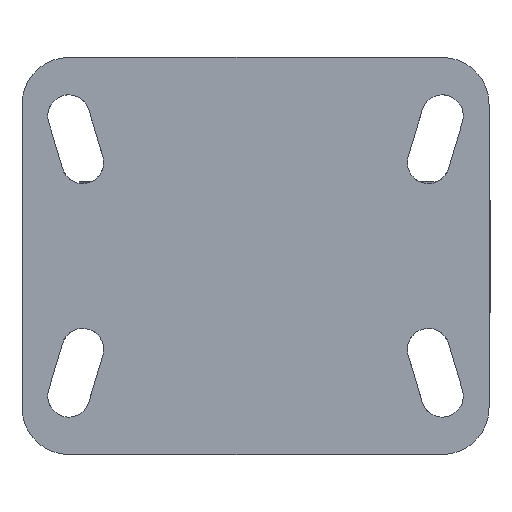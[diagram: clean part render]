
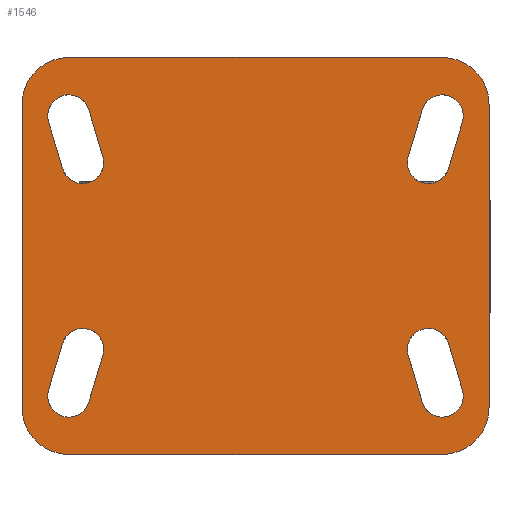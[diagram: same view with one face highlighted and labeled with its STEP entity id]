
A CAD part, top view. The second image highlights one B-rep face of the part: STEP entity #1546.
In plain terms, the highlighted planar face has unit normal (0, 0, 1).
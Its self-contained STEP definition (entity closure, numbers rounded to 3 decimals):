
#849=CARTESIAN_POINT('',(-82.69,-21.293,0.));
#850=VERTEX_POINT('',#849);
#857=CARTESIAN_POINT('',(-91.31,-18.707,0.));
#858=VERTEX_POINT('',#857);
#859=CARTESIAN_POINT('',(-87.,-20.,0.));
#860=DIRECTION('',(0.,0.,1.));
#861=DIRECTION('',(-0.958,0.287,0.));
#862=AXIS2_PLACEMENT_3D('',#859,#860,#861);
#863=CIRCLE('',#862,4.5);
#864=EDGE_CURVE('',#850,#858,#863,.T.);
#892=CARTESIAN_POINT('',(-94.31,-28.707,0.));
#893=VERTEX_POINT('',#892);
#894=CARTESIAN_POINT('',(-91.31,-18.707,0.));
#895=DIRECTION('',(-0.287,-0.958,0.));
#896=VECTOR('',#895,10.44);
#897=LINE('',#894,#896);
#898=EDGE_CURVE('',#858,#893,#897,.T.);
#923=CARTESIAN_POINT('',(-85.69,-31.293,0.));
#924=VERTEX_POINT('',#923);
#925=CARTESIAN_POINT('',(-90.,-30.,0.));
#926=DIRECTION('',(0.,0.,1.));
#927=DIRECTION('',(0.958,-0.287,0.));
#928=AXIS2_PLACEMENT_3D('',#925,#926,#927);
#929=CIRCLE('',#928,4.5);
#930=EDGE_CURVE('',#893,#924,#929,.T.);
#956=CARTESIAN_POINT('',(-82.69,-21.293,0.));
#957=DIRECTION('',(-0.287,-0.958,0.));
#958=VECTOR('',#957,10.44);
#959=LINE('',#956,#958);
#960=EDGE_CURVE('',#850,#924,#959,.T.);
#973=CARTESIAN_POINT('',(-91.31,18.707,0.));
#974=VERTEX_POINT('',#973);
#981=CARTESIAN_POINT('',(-82.69,21.293,0.));
#982=VERTEX_POINT('',#981);
#983=CARTESIAN_POINT('',(-87.,20.,0.));
#984=DIRECTION('',(0.0,0.,1.0));
#985=DIRECTION('',(0.958,0.287,0.));
#986=AXIS2_PLACEMENT_3D('',#983,#984,#985);
#987=CIRCLE('',#986,4.5);
#988=EDGE_CURVE('',#974,#982,#987,.T.);
#1014=CARTESIAN_POINT('',(-85.69,31.293,0.));
#1015=VERTEX_POINT('',#1014);
#1016=CARTESIAN_POINT('',(-82.69,21.293,0.));
#1017=DIRECTION('',(-0.287,0.958,0.));
#1018=VECTOR('',#1017,10.44);
#1019=LINE('',#1016,#1018);
#1020=EDGE_CURVE('',#982,#1015,#1019,.T.);
#1038=CARTESIAN_POINT('',(-94.31,28.707,0.));
#1039=VERTEX_POINT('',#1038);
#1040=CARTESIAN_POINT('',(-90.,30.,0.));
#1041=DIRECTION('',(0.0,0.,1.0));
#1042=DIRECTION('',(-0.958,-0.287,0.));
#1043=AXIS2_PLACEMENT_3D('',#1040,#1041,#1042);
#1044=CIRCLE('',#1043,4.5);
#1045=EDGE_CURVE('',#1015,#1039,#1044,.T.);
#1078=CARTESIAN_POINT('',(-91.31,18.707,0.));
#1079=DIRECTION('',(-0.287,0.958,0.));
#1080=VECTOR('',#1079,10.44);
#1081=LINE('',#1078,#1080);
#1082=EDGE_CURVE('',#974,#1039,#1081,.T.);
#1111=CARTESIAN_POINT('',(-17.31,21.293,0.));
#1112=VERTEX_POINT('',#1111);
#1119=CARTESIAN_POINT('',(-8.69,18.707,0.));
#1120=VERTEX_POINT('',#1119);
#1121=CARTESIAN_POINT('',(-13.,20.,0.));
#1122=DIRECTION('',(0.0,0.,1.));
#1123=DIRECTION('',(0.958,-0.287,0.));
#1124=AXIS2_PLACEMENT_3D('',#1121,#1122,#1123);
#1125=CIRCLE('',#1124,4.5);
#1126=EDGE_CURVE('',#1112,#1120,#1125,.T.);
#1154=CARTESIAN_POINT('',(-5.69,28.707,0.));
#1155=VERTEX_POINT('',#1154);
#1156=CARTESIAN_POINT('',(-8.69,18.707,0.));
#1157=DIRECTION('',(0.287,0.958,0.));
#1158=VECTOR('',#1157,10.44);
#1159=LINE('',#1156,#1158);
#1160=EDGE_CURVE('',#1120,#1155,#1159,.T.);
#1185=CARTESIAN_POINT('',(-14.31,31.293,0.));
#1186=VERTEX_POINT('',#1185);
#1187=CARTESIAN_POINT('',(-10.,30.,0.));
#1188=DIRECTION('',(0.,0.,1.));
#1189=DIRECTION('',(-0.958,0.287,0.));
#1190=AXIS2_PLACEMENT_3D('',#1187,#1188,#1189);
#1191=CIRCLE('',#1190,4.5);
#1192=EDGE_CURVE('',#1155,#1186,#1191,.T.);
#1218=CARTESIAN_POINT('',(-17.31,21.293,0.));
#1219=DIRECTION('',(0.287,0.958,0.));
#1220=VECTOR('',#1219,10.44);
#1221=LINE('',#1218,#1220);
#1222=EDGE_CURVE('',#1112,#1186,#1221,.T.);
#1235=CARTESIAN_POINT('',(-8.69,-18.707,0.));
#1236=VERTEX_POINT('',#1235);
#1243=CARTESIAN_POINT('',(-17.31,-21.293,0.));
#1244=VERTEX_POINT('',#1243);
#1245=CARTESIAN_POINT('',(-13.,-20.,0.));
#1246=DIRECTION('',(0.,0.,1.));
#1247=DIRECTION('',(-0.958,-0.287,0.));
#1248=AXIS2_PLACEMENT_3D('',#1245,#1246,#1247);
#1249=CIRCLE('',#1248,4.5);
#1250=EDGE_CURVE('',#1236,#1244,#1249,.T.);
#1276=CARTESIAN_POINT('',(-14.31,-31.293,0.));
#1277=VERTEX_POINT('',#1276);
#1278=CARTESIAN_POINT('',(-17.31,-21.293,0.));
#1279=DIRECTION('',(0.287,-0.958,0.));
#1280=VECTOR('',#1279,10.44);
#1281=LINE('',#1278,#1280);
#1282=EDGE_CURVE('',#1244,#1277,#1281,.T.);
#1300=CARTESIAN_POINT('',(-5.69,-28.707,0.));
#1301=VERTEX_POINT('',#1300);
#1302=CARTESIAN_POINT('',(-10.,-30.,0.));
#1303=DIRECTION('',(0.,0.,1.0));
#1304=DIRECTION('',(0.958,0.287,0.));
#1305=AXIS2_PLACEMENT_3D('',#1302,#1303,#1304);
#1306=CIRCLE('',#1305,4.5);
#1307=EDGE_CURVE('',#1277,#1301,#1306,.T.);
#1340=CARTESIAN_POINT('',(-8.69,-18.707,0.));
#1341=DIRECTION('',(0.287,-0.958,0.));
#1342=VECTOR('',#1341,10.44);
#1343=LINE('',#1340,#1342);
#1344=EDGE_CURVE('',#1236,#1301,#1343,.T.);
#1430=CARTESIAN_POINT('',(-100.,32.5,0.));
#1431=VERTEX_POINT('',#1430);
#1432=CARTESIAN_POINT('',(-90.,42.5,0.));
#1433=VERTEX_POINT('',#1432);
#1434=CARTESIAN_POINT('',(-90.,32.5,0.));
#1435=DIRECTION('',(0.0,0.,-1.0));
#1436=DIRECTION('',(-1.0,0.0,0.0));
#1437=AXIS2_PLACEMENT_3D('',#1434,#1435,#1436);
#1438=CIRCLE('',#1437,10.0);
#1439=EDGE_CURVE('',#1431,#1433,#1438,.T.);
#1457=CARTESIAN_POINT('',(0.0,42.5,0.));
#1458=DIRECTION('',(0.0,0.0,1.0));
#1459=DIRECTION('',(-1.0,0.0,0.0));
#1460=AXIS2_PLACEMENT_3D('',#1457,#1458,#1459);
#1461=PLANE('',#1460);
#1462=CARTESIAN_POINT('',(-10.0,42.5,0.));
#1463=VERTEX_POINT('',#1462);
#1464=CARTESIAN_POINT('',(-10.0,42.5,0.));
#1465=DIRECTION('',(-1.0,0.0,0.0));
#1466=VECTOR('',#1465,80.);
#1467=LINE('',#1464,#1466);
#1468=EDGE_CURVE('',#1463,#1433,#1467,.T.);
#1469=ORIENTED_EDGE('',*,*,#1468,.T.);
#1470=ORIENTED_EDGE('',*,*,#1439,.F.);
#1471=CARTESIAN_POINT('',(-100.,-32.5,0.));
#1472=VERTEX_POINT('',#1471);
#1473=CARTESIAN_POINT('',(-100.,32.5,0.));
#1474=DIRECTION('',(0.0,-1.0,0.0));
#1475=VECTOR('',#1474,65.);
#1476=LINE('',#1473,#1475);
#1477=EDGE_CURVE('',#1431,#1472,#1476,.T.);
#1478=ORIENTED_EDGE('',*,*,#1477,.T.);
#1479=CARTESIAN_POINT('',(-90.,-42.5,0.));
#1480=VERTEX_POINT('',#1479);
#1481=CARTESIAN_POINT('',(-90.,-32.5,0.));
#1482=DIRECTION('',(0.0,0.,1.0));
#1483=DIRECTION('',(-1.0,0.0,0.0));
#1484=AXIS2_PLACEMENT_3D('',#1481,#1482,#1483);
#1485=CIRCLE('',#1484,10.0);
#1486=EDGE_CURVE('',#1472,#1480,#1485,.T.);
#1487=ORIENTED_EDGE('',*,*,#1486,.T.);
#1488=CARTESIAN_POINT('',(-10.0,-42.5,0.));
#1489=VERTEX_POINT('',#1488);
#1490=CARTESIAN_POINT('',(-10.0,-42.5,0.));
#1491=DIRECTION('',(-1.0,0.0,0.0));
#1492=VECTOR('',#1491,80.);
#1493=LINE('',#1490,#1492);
#1494=EDGE_CURVE('',#1489,#1480,#1493,.T.);
#1495=ORIENTED_EDGE('',*,*,#1494,.F.);
#1496=CARTESIAN_POINT('',(0.0,-32.5,0.));
#1497=VERTEX_POINT('',#1496);
#1498=CARTESIAN_POINT('',(-10.0,-32.5,0.));
#1499=DIRECTION('',(0.0,0.,-1.0));
#1500=DIRECTION('',(1.0,0.0,0.0));
#1501=AXIS2_PLACEMENT_3D('',#1498,#1499,#1500);
#1502=CIRCLE('',#1501,10.0);
#1503=EDGE_CURVE('',#1497,#1489,#1502,.T.);
#1504=ORIENTED_EDGE('',*,*,#1503,.F.);
#1505=CARTESIAN_POINT('',(0.0,32.5,0.));
#1506=VERTEX_POINT('',#1505);
#1507=CARTESIAN_POINT('',(0.0,32.5,0.));
#1508=DIRECTION('',(0.0,-1.0,0.0));
#1509=VECTOR('',#1508,65.);
#1510=LINE('',#1507,#1509);
#1511=EDGE_CURVE('',#1506,#1497,#1510,.T.);
#1512=ORIENTED_EDGE('',*,*,#1511,.F.);
#1513=CARTESIAN_POINT('',(-10.0,32.5,0.));
#1514=DIRECTION('',(0.0,0.,1.0));
#1515=DIRECTION('',(1.0,0.0,0.0));
#1516=AXIS2_PLACEMENT_3D('',#1513,#1514,#1515);
#1517=CIRCLE('',#1516,10.0);
#1518=EDGE_CURVE('',#1506,#1463,#1517,.T.);
#1519=ORIENTED_EDGE('',*,*,#1518,.T.);
#1520=EDGE_LOOP('',(#1469,#1470,#1478,#1487,#1495,#1504,#1512,#1519));
#1521=FACE_OUTER_BOUND('',#1520,.T.);
#1522=ORIENTED_EDGE('',*,*,#1344,.T.);
#1523=ORIENTED_EDGE('',*,*,#1307,.F.);
#1524=ORIENTED_EDGE('',*,*,#1282,.F.);
#1525=ORIENTED_EDGE('',*,*,#1250,.F.);
#1526=EDGE_LOOP('',(#1522,#1523,#1524,#1525));
#1527=FACE_BOUND('',#1526,.T.);
#1528=ORIENTED_EDGE('',*,*,#1222,.T.);
#1529=ORIENTED_EDGE('',*,*,#1192,.F.);
#1530=ORIENTED_EDGE('',*,*,#1160,.F.);
#1531=ORIENTED_EDGE('',*,*,#1126,.F.);
#1532=EDGE_LOOP('',(#1528,#1529,#1530,#1531));
#1533=FACE_BOUND('',#1532,.T.);
#1534=ORIENTED_EDGE('',*,*,#1082,.T.);
#1535=ORIENTED_EDGE('',*,*,#1045,.F.);
#1536=ORIENTED_EDGE('',*,*,#1020,.F.);
#1537=ORIENTED_EDGE('',*,*,#988,.F.);
#1538=EDGE_LOOP('',(#1534,#1535,#1536,#1537));
#1539=FACE_BOUND('',#1538,.T.);
#1540=ORIENTED_EDGE('',*,*,#960,.T.);
#1541=ORIENTED_EDGE('',*,*,#930,.F.);
#1542=ORIENTED_EDGE('',*,*,#898,.F.);
#1543=ORIENTED_EDGE('',*,*,#864,.F.);
#1544=EDGE_LOOP('',(#1540,#1541,#1542,#1543));
#1545=FACE_BOUND('',#1544,.T.);
#1546=ADVANCED_FACE('',(#1521,#1527,#1533,#1539,#1545),#1461,.T.);
